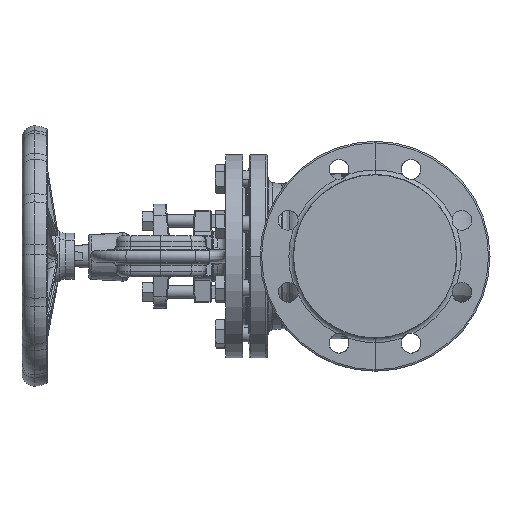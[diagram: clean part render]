
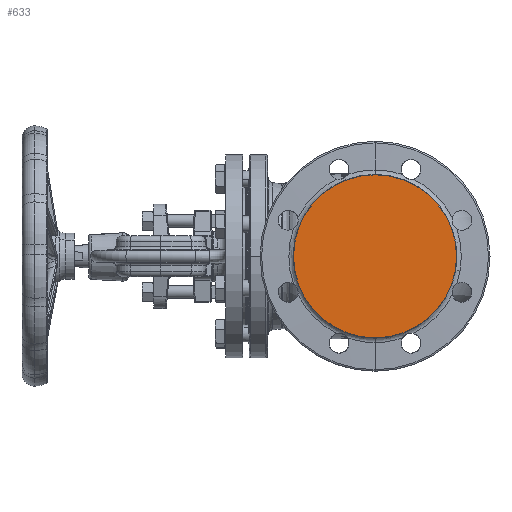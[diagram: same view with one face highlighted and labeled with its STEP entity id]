
A CAD part, left-side view. The second image highlights one B-rep face of the part: STEP entity #633.
In plain terms, the highlighted planar face has unit normal (-1, 0, 0).
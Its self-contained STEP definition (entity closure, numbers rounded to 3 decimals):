
#633 = ADVANCED_FACE ( 'NONE', ( #125317 ), #77034, .T. ) ;
#11913 = EDGE_LOOP ( 'NONE', ( #96067, #117658 ) ) ;
#12529 = EDGE_CURVE ( 'NONE', #18178, #37273, #25285, .T. ) ;
#18178 = VERTEX_POINT ( 'NONE', #100543 ) ;
#25285 = CIRCLE ( 'NONE', #31377, 78. ) ;
#31377 = AXIS2_PLACEMENT_3D ( 'NONE', #84609, #75085, #104326 ) ;
#33147 = AXIS2_PLACEMENT_3D ( 'NONE', #38240, #115159, #97365 ) ;
#35824 = CARTESIAN_POINT ( 'NONE',  ( -175., 0., 0. ) ) ;
#37273 = VERTEX_POINT ( 'NONE', #115862 ) ;
#38240 = CARTESIAN_POINT ( 'NONE',  ( -175., 0., 0. ) ) ;
#48587 = EDGE_CURVE ( 'NONE', #37273, #18178, #119400, .T. ) ;
#74619 = DIRECTION ( 'NONE',  ( -1., 0., 0. ) ) ;
#75085 = DIRECTION ( 'NONE',  ( -1., 0., 0. ) ) ;
#77034 = PLANE ( 'NONE',  #33147 ) ;
#84609 = CARTESIAN_POINT ( 'NONE',  ( -175., 0., 0. ) ) ;
#96067 = ORIENTED_EDGE ( 'NONE', *, *, #12529, .T. ) ;
#97365 = DIRECTION ( 'NONE',  ( 0., 0., 1. ) ) ;
#100543 = CARTESIAN_POINT ( 'NONE',  ( -175., 0., -78. ) ) ;
#103182 = AXIS2_PLACEMENT_3D ( 'NONE', #35824, #74619, #113367 ) ;
#104326 = DIRECTION ( 'NONE',  ( 0., 0., 1. ) ) ;
#113367 = DIRECTION ( 'NONE',  ( 0., 0., 1. ) ) ;
#115159 = DIRECTION ( 'NONE',  ( -1., 0., 0. ) ) ;
#115862 = CARTESIAN_POINT ( 'NONE',  ( -175., 0., 78. ) ) ;
#117658 = ORIENTED_EDGE ( 'NONE', *, *, #48587, .T. ) ;
#119400 = CIRCLE ( 'NONE', #103182, 78. ) ;
#125317 = FACE_OUTER_BOUND ( 'NONE', #11913, .T. ) ;
